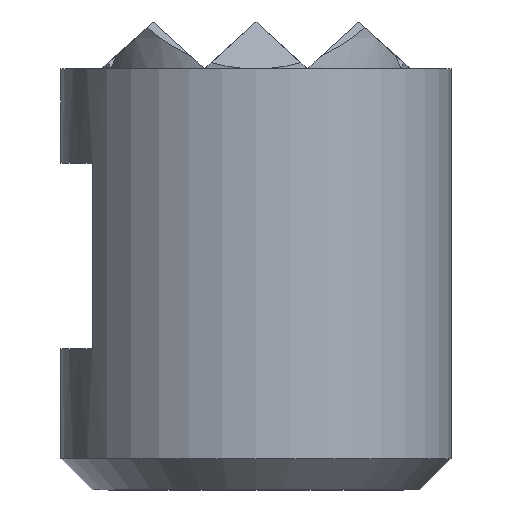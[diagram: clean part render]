
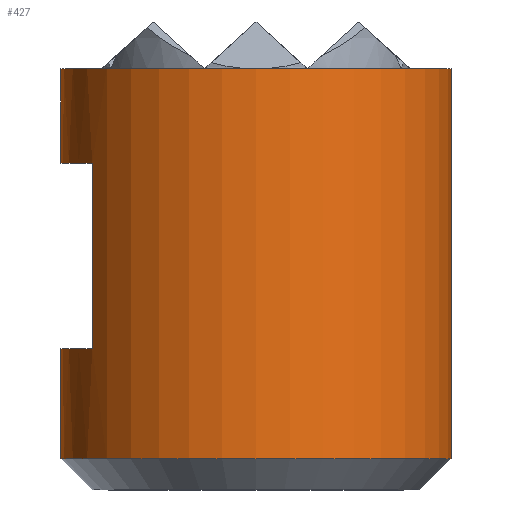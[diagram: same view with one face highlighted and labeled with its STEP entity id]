
A CAD part, front view. The second image highlights one B-rep face of the part: STEP entity #427.
In plain terms, the highlighted cylindrical face has radius 5 mm (diameter 10 mm), a partial arc.
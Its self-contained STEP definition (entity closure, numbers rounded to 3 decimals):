
#275=EDGE_CURVE('',#367,#417,#793,.T.);
#321=VERTEX_POINT('',#842);
#343=EDGE_CURVE('',#417,#387,#867,.T.);
#367=VERTEX_POINT('',#894);
#381=EDGE_CURVE('',#667,#367,#910,.T.);
#387=VERTEX_POINT('',#917);
#417=VERTEX_POINT('',#951);
#427=ADVANCED_FACE('',(#963),#964,.T.);
#459=VERTEX_POINT('',#1001);
#479=EDGE_CURVE('',#321,#735,#1023,.T.);
#503=EDGE_CURVE('',#667,#459,#1051,.T.);
#543=EDGE_CURVE('',#321,#387,#1094,.T.);
#667=VERTEX_POINT('',#1233);
#685=VERTEX_POINT('',#1253);
#727=EDGE_CURVE('',#459,#685,#1304,.T.);
#735=VERTEX_POINT('',#1312);
#745=EDGE_CURVE('',#685,#735,#1323,.T.);
#793=CIRCLE('',#1366,5.0);
#842=CARTESIAN_POINT('',(-5.,0.,0.8));
#867=LINE('',#1466,#1467);
#894=CARTESIAN_POINT('',(-5.,0.,10.8));
#910=LINE('',#1526,#1527);
#917=CARTESIAN_POINT('',(5.,0.,0.8));
#951=CARTESIAN_POINT('',(5.,0.,10.8));
#963=FACE_OUTER_BOUND('',#1596,.T.);
#964=CYLINDRICAL_SURFACE('',#1597,5.0);
#1001=CARTESIAN_POINT('',(-4.2,-2.713,8.375));
#1023=LINE('',#1674,#1675);
#1051=CIRCLE('',#1705,5.0);
#1094=CIRCLE('',#1767,5.0);
#1233=CARTESIAN_POINT('',(-5.,0.,8.375));
#1253=CARTESIAN_POINT('',(-4.2,-2.713,3.625));
#1304=LINE('',#2046,#2047);
#1312=CARTESIAN_POINT('',(-5.,0.,3.625));
#1323=CIRCLE('',#2072,5.0);
#1366=AXIS2_PLACEMENT_3D('',#2114,#2115,#2116);
#1466=CARTESIAN_POINT('',(5.,0.,5.8));
#1467=VECTOR('',#2211,1.0);
#1526=CARTESIAN_POINT('',(-5.,0.,5.8));
#1527=VECTOR('',#2270,1.0);
#1596=EDGE_LOOP('',(#2338,#2339,#2340,#2341,#2342,#2343,#2344,#2345));
#1597=AXIS2_PLACEMENT_3D('',#2346,#2347,#2348);
#1674=CARTESIAN_POINT('',(-5.,0.,5.8));
#1675=VECTOR('',#2430,1.0);
#1705=AXIS2_PLACEMENT_3D('',#2465,#2466,#2467);
#1767=AXIS2_PLACEMENT_3D('',#2515,#2516,#2517);
#2046=CARTESIAN_POINT('',(-4.2,-2.713,5.8));
#2047=VECTOR('',#2804,1.0);
#2072=AXIS2_PLACEMENT_3D('',#2817,#2818,#2819);
#2114=CARTESIAN_POINT('',(0.,0.,10.8));
#2115=DIRECTION('',(0.,0.,1.0));
#2116=DIRECTION('',(-1.0,0.,0.));
#2211=DIRECTION('',(0.,0.,-1.0));
#2270=DIRECTION('',(0.,0.,1.0));
#2338=ORIENTED_EDGE('',*,*,#479,.F.);
#2339=ORIENTED_EDGE('',*,*,#543,.T.);
#2340=ORIENTED_EDGE('',*,*,#343,.F.);
#2341=ORIENTED_EDGE('',*,*,#275,.F.);
#2342=ORIENTED_EDGE('',*,*,#381,.F.);
#2343=ORIENTED_EDGE('',*,*,#503,.T.);
#2344=ORIENTED_EDGE('',*,*,#727,.T.);
#2345=ORIENTED_EDGE('',*,*,#745,.T.);
#2346=CARTESIAN_POINT('',(0.,0.,5.8));
#2347=DIRECTION('',(0.,0.,-1.0));
#2348=DIRECTION('',(-1.0,0.,0.));
#2430=DIRECTION('',(0.,0.,1.0));
#2465=CARTESIAN_POINT('',(0.,0.,8.375));
#2466=DIRECTION('',(0.,0.,1.0));
#2467=DIRECTION('',(-1.0,0.,0.));
#2515=CARTESIAN_POINT('',(0.,0.,0.8));
#2516=DIRECTION('',(0.,0.,1.0));
#2517=DIRECTION('',(-1.0,0.,0.));
#2804=DIRECTION('',(0.,0.,-1.0));
#2817=CARTESIAN_POINT('',(0.,0.,3.625));
#2818=DIRECTION('',(0.,0.,-1.0));
#2819=DIRECTION('',(-1.0,0.,0.));
